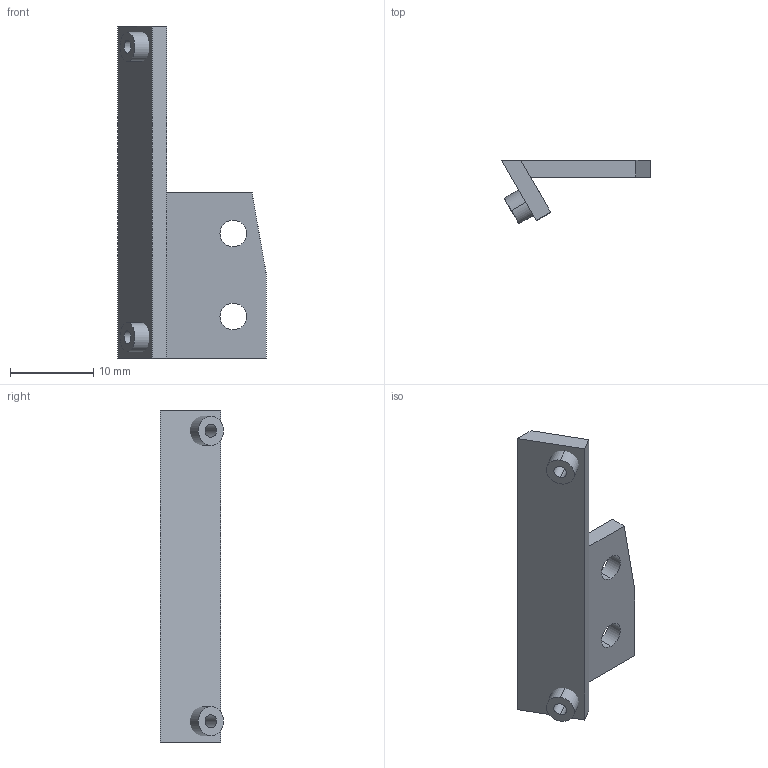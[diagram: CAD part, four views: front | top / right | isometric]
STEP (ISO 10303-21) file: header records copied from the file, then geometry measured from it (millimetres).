
FILE_DESCRIPTION (( 'STEP AP214' ), '1' );
FILE_NAME ('Fan Mount 2 Assembled.step', '2019-11-11T12:50:08', ( '' ), ( '' ), 'SwSTEP 2.0', 'SolidWorks 2019', '' );
FILE_SCHEMA (( 'AUTOMOTIVE_DESIGN' ));
Length unit declared in the file: millimetre
Products named in the file (3): Fan Mount 2 Assembled; M2x4x3.5 - Heat Set Insert; Fan Mount 2
Assembly tree (3 placements, depth 2):
  Fan Mount 2 Assembled
    Fan Mount 2
    M2x4x3.5 - Heat Set Insert  x2
Bounding box: 17.94 x 7.6 x 40 mm (x, y, z)
Volume: 1208.4 mm3; surface area: 1638.5 mm2
Topology: 3 solids, 3 shells, 30 faces, 72 edges, 48 vertices
Faces by surface type: cylinder 16, plane 14
Entity records: 888 total; most frequent: DIRECTION 144, CARTESIAN_POINT 130, ORIENTED_EDGE 120, EDGE_CURVE 60, AXIS2_PLACEMENT_3D 54, VERTEX_POINT 40, VECTOR 36, LINE 36
